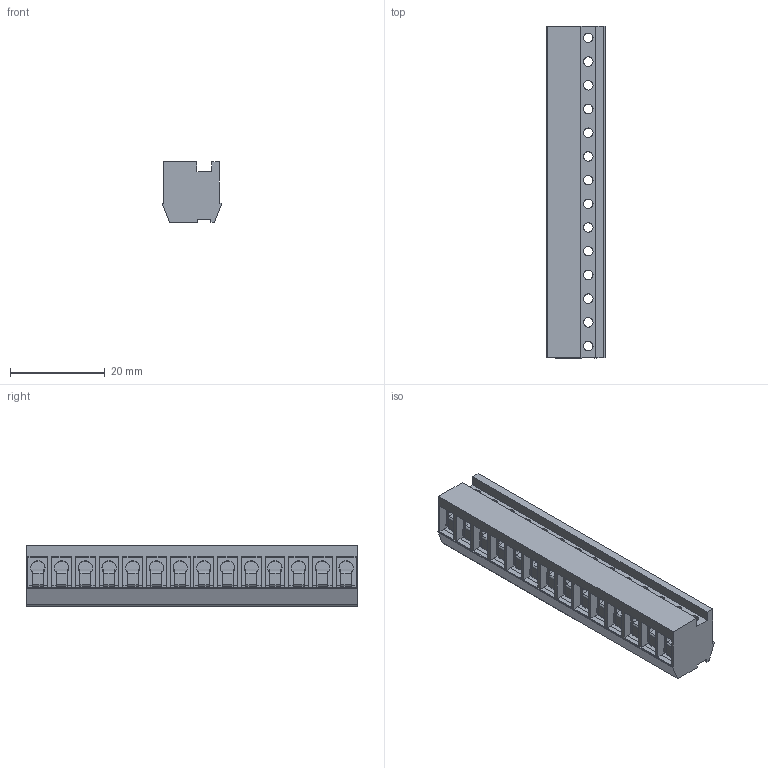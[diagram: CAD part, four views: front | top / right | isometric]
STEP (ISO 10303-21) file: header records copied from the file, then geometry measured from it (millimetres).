
FILE_DESCRIPTION((''),'2;1');
FILE_NAME('TL223T-XXP-XS','2024-12-09T09:31:57',('sheji'),(''),'CREO PARAMETRIC BY PTC INC, 2018100','CREO PARAMETRIC BY PTC INC, 2018100','');
FILE_SCHEMA(('CONFIG_CONTROL_DESIGN'));
Length unit declared in the file: millimetre
Products named in the file (1): TL223T-XXP-XS
Bounding box: 12.4 x 70 x 12.8 mm (x, y, z)
Volume: 8285.6 mm3; surface area: 6332.3 mm2
Topology: 1 solids, 1 shells, 498 faces, 1544 edges, 1020 vertices
Faces by surface type: plane 356, cylinder 142
Entity records: 17386 total; most frequent: CARTESIAN_POINT 3146, ORIENTED_EDGE 3088, DIRECTION 2880, EDGE_CURVE 1544, VECTOR 1148, LINE 1148, VERTEX_POINT 1020, AXIS2_PLACEMENT_3D 866
